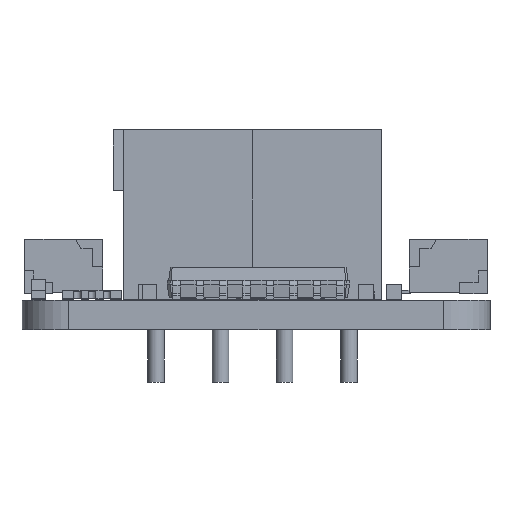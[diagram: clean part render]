
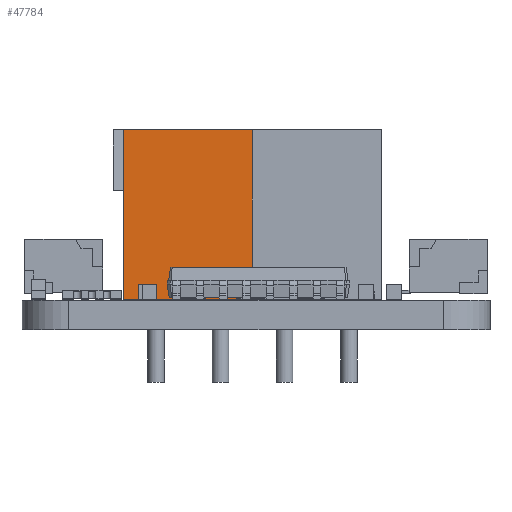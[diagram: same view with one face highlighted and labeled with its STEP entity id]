
A CAD part, front view. The second image highlights one B-rep face of the part: STEP entity #47784.
In plain terms, the highlighted face is planar.
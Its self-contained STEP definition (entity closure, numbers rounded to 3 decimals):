
#46859 = VERTEX_POINT('',#46860);
#46860 = CARTESIAN_POINT('',(-1.75,3.05,0.));
#46867 = PLANE('',#46868);
#46868 = AXIS2_PLACEMENT_3D('',#46869,#46870,#46871);
#46869 = CARTESIAN_POINT('',(-1.75,-3.95,0.));
#46870 = DIRECTION('',(0.,0.,1.));
#46871 = DIRECTION('',(0.,1.,0.));
#46879 = PLANE('',#46880);
#46880 = AXIS2_PLACEMENT_3D('',#46881,#46882,#46883);
#46881 = CARTESIAN_POINT('',(-1.75,-0.574,4.593));
#46882 = DIRECTION('',(-1.,-0.,-0.));
#46883 = DIRECTION('',(0.,0.,-1.));
#47268 = VERTEX_POINT('',#47269);
#47269 = CARTESIAN_POINT('',(5.25,3.05,0.));
#47283 = PLANE('',#47284);
#47284 = AXIS2_PLACEMENT_3D('',#47285,#47286,#47287);
#47285 = CARTESIAN_POINT('',(5.25,-0.574,4.593));
#47286 = DIRECTION('',(1.,0.,0.));
#47287 = DIRECTION('',(0.,0.,1.));
#47295 = EDGE_CURVE('',#46859,#47268,#47296,.T.);
#47296 = SURFACE_CURVE('',#47297,(#47301,#47308),.PCURVE_S1.);
#47297 = LINE('',#47298,#47299);
#47298 = CARTESIAN_POINT('',(-1.75,3.05,0.));
#47299 = VECTOR('',#47300,1.);
#47300 = DIRECTION('',(1.,0.,0.));
#47301 = PCURVE('',#46867,#47302);
#47302 = DEFINITIONAL_REPRESENTATION('',(#47303),#47307);
#47303 = LINE('',#47304,#47305);
#47304 = CARTESIAN_POINT('',(7.,0.));
#47305 = VECTOR('',#47306,1.);
#47306 = DIRECTION('',(0.,-1.));
#47307 = ( GEOMETRIC_REPRESENTATION_CONTEXT(2) 
PARAMETRIC_REPRESENTATION_CONTEXT() REPRESENTATION_CONTEXT('2D SPACE',''
  ) );
#47308 = PCURVE('',#47309,#47314);
#47309 = PLANE('',#47310);
#47310 = AXIS2_PLACEMENT_3D('',#47311,#47312,#47313);
#47311 = CARTESIAN_POINT('',(-1.75,3.05,0.));
#47312 = DIRECTION('',(0.,-1.,0.));
#47313 = DIRECTION('',(0.,0.,1.));
#47314 = DEFINITIONAL_REPRESENTATION('',(#47315),#47319);
#47315 = LINE('',#47316,#47317);
#47316 = CARTESIAN_POINT('',(0.,0.));
#47317 = VECTOR('',#47318,1.);
#47318 = DIRECTION('',(0.,-1.));
#47319 = ( GEOMETRIC_REPRESENTATION_CONTEXT(2) 
PARAMETRIC_REPRESENTATION_CONTEXT() REPRESENTATION_CONTEXT('2D SPACE',''
  ) );
#47538 = PLANE('',#47539);
#47539 = AXIS2_PLACEMENT_3D('',#47540,#47541,#47542);
#47540 = CARTESIAN_POINT('',(1.849,0.088,9.2));
#47541 = DIRECTION('',(0.,0.,1.));
#47542 = DIRECTION('',(1.,0.,0.));
#47742 = VERTEX_POINT('',#47743);
#47743 = CARTESIAN_POINT('',(-1.75,3.05,9.2));
#47764 = EDGE_CURVE('',#46859,#47742,#47765,.T.);
#47765 = SURFACE_CURVE('',#47766,(#47770,#47777),.PCURVE_S1.);
#47766 = LINE('',#47767,#47768);
#47767 = CARTESIAN_POINT('',(-1.75,3.05,0.));
#47768 = VECTOR('',#47769,1.);
#47769 = DIRECTION('',(0.,0.,1.));
#47770 = PCURVE('',#46879,#47771);
#47771 = DEFINITIONAL_REPRESENTATION('',(#47772),#47776);
#47772 = LINE('',#47773,#47774);
#47773 = CARTESIAN_POINT('',(4.593,-3.624));
#47774 = VECTOR('',#47775,1.);
#47775 = DIRECTION('',(-1.,0.));
#47776 = ( GEOMETRIC_REPRESENTATION_CONTEXT(2) 
PARAMETRIC_REPRESENTATION_CONTEXT() REPRESENTATION_CONTEXT('2D SPACE',''
  ) );
#47777 = PCURVE('',#47309,#47778);
#47778 = DEFINITIONAL_REPRESENTATION('',(#47779),#47783);
#47779 = LINE('',#47780,#47781);
#47780 = CARTESIAN_POINT('',(0.,0.));
#47781 = VECTOR('',#47782,1.);
#47782 = DIRECTION('',(1.,0.));
#47783 = ( GEOMETRIC_REPRESENTATION_CONTEXT(2) 
PARAMETRIC_REPRESENTATION_CONTEXT() REPRESENTATION_CONTEXT('2D SPACE',''
  ) );
#47784 = ADVANCED_FACE('',(#47785),#47309,.F.);
#47785 = FACE_BOUND('',#47786,.F.);
#47786 = EDGE_LOOP('',(#47787,#47788,#47811,#47832));
#47787 = ORIENTED_EDGE('',*,*,#47295,.T.);
#47788 = ORIENTED_EDGE('',*,*,#47789,.T.);
#47789 = EDGE_CURVE('',#47268,#47790,#47792,.T.);
#47790 = VERTEX_POINT('',#47791);
#47791 = CARTESIAN_POINT('',(5.25,3.05,9.2));
#47792 = SURFACE_CURVE('',#47793,(#47797,#47804),.PCURVE_S1.);
#47793 = LINE('',#47794,#47795);
#47794 = CARTESIAN_POINT('',(5.25,3.05,0.));
#47795 = VECTOR('',#47796,1.);
#47796 = DIRECTION('',(0.,0.,1.));
#47797 = PCURVE('',#47309,#47798);
#47798 = DEFINITIONAL_REPRESENTATION('',(#47799),#47803);
#47799 = LINE('',#47800,#47801);
#47800 = CARTESIAN_POINT('',(0.,-7.));
#47801 = VECTOR('',#47802,1.);
#47802 = DIRECTION('',(1.,0.));
#47803 = ( GEOMETRIC_REPRESENTATION_CONTEXT(2) 
PARAMETRIC_REPRESENTATION_CONTEXT() REPRESENTATION_CONTEXT('2D SPACE',''
  ) );
#47804 = PCURVE('',#47283,#47805);
#47805 = DEFINITIONAL_REPRESENTATION('',(#47806),#47810);
#47806 = LINE('',#47807,#47808);
#47807 = CARTESIAN_POINT('',(-4.593,-3.624));
#47808 = VECTOR('',#47809,1.);
#47809 = DIRECTION('',(1.,0.));
#47810 = ( GEOMETRIC_REPRESENTATION_CONTEXT(2) 
PARAMETRIC_REPRESENTATION_CONTEXT() REPRESENTATION_CONTEXT('2D SPACE',''
  ) );
#47811 = ORIENTED_EDGE('',*,*,#47812,.F.);
#47812 = EDGE_CURVE('',#47742,#47790,#47813,.T.);
#47813 = SURFACE_CURVE('',#47814,(#47818,#47825),.PCURVE_S1.);
#47814 = LINE('',#47815,#47816);
#47815 = CARTESIAN_POINT('',(-1.75,3.05,9.2));
#47816 = VECTOR('',#47817,1.);
#47817 = DIRECTION('',(1.,0.,0.));
#47818 = PCURVE('',#47309,#47819);
#47819 = DEFINITIONAL_REPRESENTATION('',(#47820),#47824);
#47820 = LINE('',#47821,#47822);
#47821 = CARTESIAN_POINT('',(9.2,0.));
#47822 = VECTOR('',#47823,1.);
#47823 = DIRECTION('',(0.,-1.));
#47824 = ( GEOMETRIC_REPRESENTATION_CONTEXT(2) 
PARAMETRIC_REPRESENTATION_CONTEXT() REPRESENTATION_CONTEXT('2D SPACE',''
  ) );
#47825 = PCURVE('',#47538,#47826);
#47826 = DEFINITIONAL_REPRESENTATION('',(#47827),#47831);
#47827 = LINE('',#47828,#47829);
#47828 = CARTESIAN_POINT('',(-3.599,2.962));
#47829 = VECTOR('',#47830,1.);
#47830 = DIRECTION('',(1.,0.));
#47831 = ( GEOMETRIC_REPRESENTATION_CONTEXT(2) 
PARAMETRIC_REPRESENTATION_CONTEXT() REPRESENTATION_CONTEXT('2D SPACE',''
  ) );
#47832 = ORIENTED_EDGE('',*,*,#47764,.F.);
